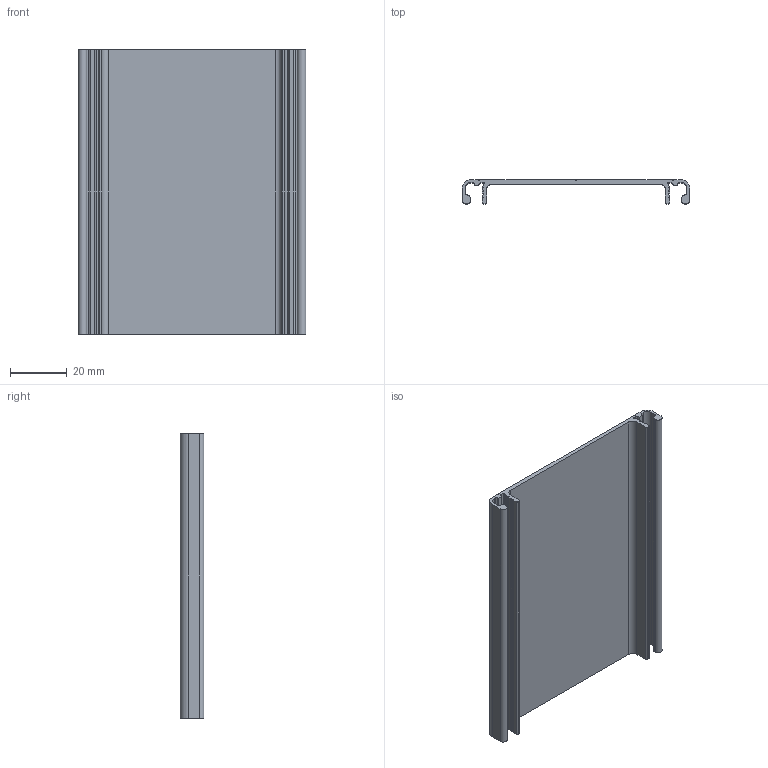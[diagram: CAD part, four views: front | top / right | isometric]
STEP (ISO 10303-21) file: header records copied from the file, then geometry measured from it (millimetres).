
FILE_DESCRIPTION(/* description */ ('PROF.CANALINA 80X9,3 '),/* implementation_level */ '2;1');
FILE_NAME(/* name */ 'BPRCA0000017.stp',/* time_stamp */ '2018-04-30T15:36:24+02:00',/* author */ ('fzagni'),/* organization */ (''),/* preprocessor_version */ 'ST-DEVELOPER v16.1',/* originating_system */ 'Autodesk Inventor 2016',/* authorisation */ '');
FILE_SCHEMA (('AUTOMOTIVE_DESIGN { 1 0 10303 214 3 1 1 }'));
Length unit declared in the file: millimetre
Products named in the file (1): BPRCA0000017
Bounding box: 80 x 8.4 x 100 mm (x, y, z)
Volume: 15851.5 mm3; surface area: 22794.2 mm2
Topology: 1 solids, 1 shells, 92 faces, 270 edges, 180 vertices
Faces by surface type: plane 53, cylinder 39
Entity records: 3096 total; most frequent: CARTESIAN_POINT 543, ORIENTED_EDGE 540, DIRECTION 534, EDGE_CURVE 270, LINE 192, VECTOR 192, VERTEX_POINT 180, AXIS2_PLACEMENT_3D 171
